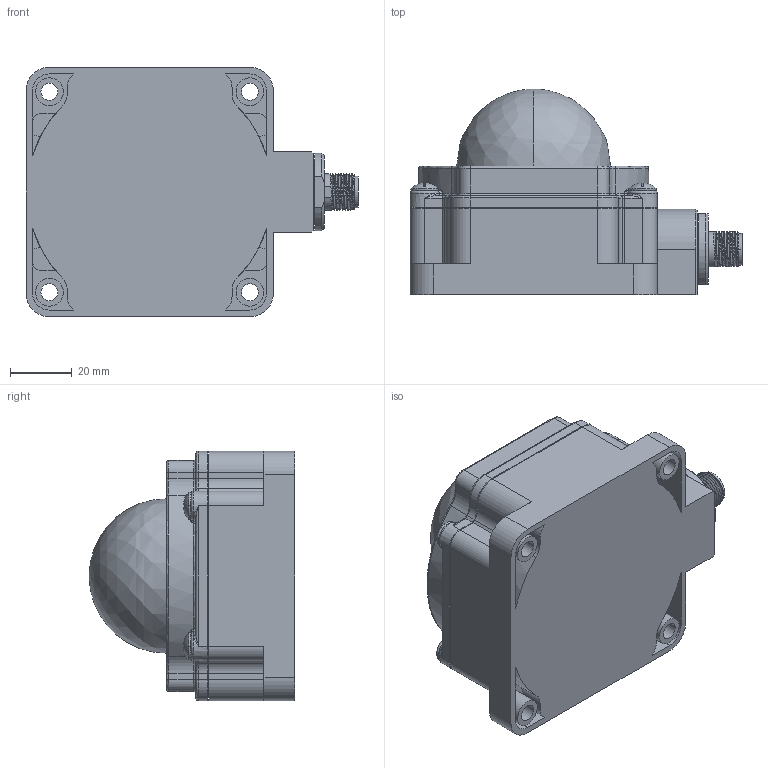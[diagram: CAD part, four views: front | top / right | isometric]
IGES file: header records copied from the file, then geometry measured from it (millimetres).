
Start section:  PTC IGES file: 144878.igs
Global section: file name: 144878.igs; native system: Pro/ENGINEER by Parametric Technology Corporation; preprocessor: 2006170; author: banengservice; organization: Unknown; date: 20090326.111641; units: inch
Bounding box: 107.59 x 66.65 x 80.85 mm (x, y, z)
Volume: 80324.2 mm3; surface area: 67764.4 mm2
Topology: 1 solids, 2 shells, 771 faces, 1977 edges, 1250 vertices
Faces by surface type: revolution 448, bspline 323
